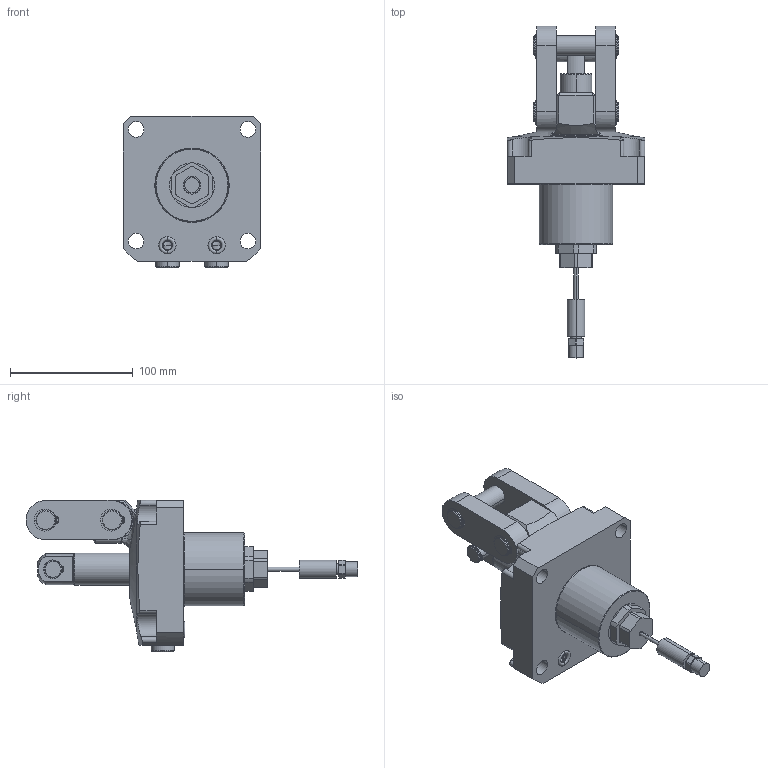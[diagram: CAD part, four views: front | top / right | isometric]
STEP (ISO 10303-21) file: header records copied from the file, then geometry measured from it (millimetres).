
FILE_DESCRIPTION((''),'2;1');
FILE_NAME('ILCMV41623200US','2025-05-02T09:06:35',('Asawyer'),(''),'CREO PARAMETRIC BY PTC INC, 2021164','CREO PARAMETRIC BY PTC INC, 2021164','');
FILE_SCHEMA(('AUTOMOTIVE_DESIGN { 1 0 10303 214 1 1 1 1 }'));
Length unit declared in the file: millimetre
Products named in the file (3): ILCMV41623200_BODY_US; ILCMV41623200_LUG_US; ILCMV41623200US
Assembly tree (2 placements, depth 2):
  ILCMV41623200US
    ILCMV41623200_BODY_US
    ILCMV41623200_LUG_US
Bounding box: 112 x 270.25 x 123.05 mm (x, y, z)
Volume: 808598.7 mm3; surface area: 115472.4 mm2
Topology: 4 solids, 8 shells, 461 faces, 1161 edges, 744 vertices
Faces by surface type: cylinder 201, plane 168, cone 59, torus 21, sphere 8, bspline 4
Entity records: 18809 total; most frequent: CARTESIAN_POINT 3213, DIRECTION 2654, ORIENTED_EDGE 2294, PRESENTATION_STYLE_ASSIGNMENT 1204, STYLED_ITEM 1204, CURVE_STYLE 1196, EDGE_CURVE 1155, AXIS2_PLACEMENT_3D 1044
